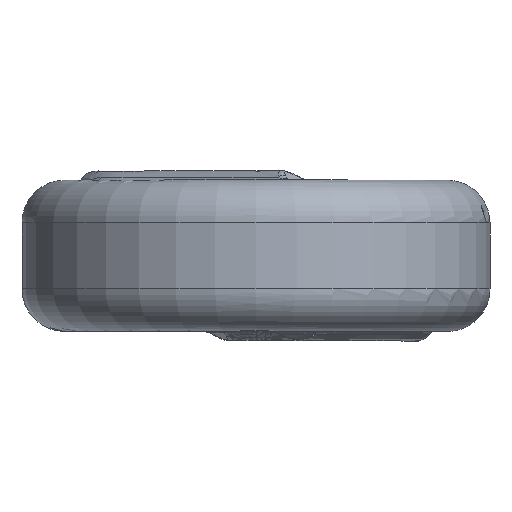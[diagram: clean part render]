
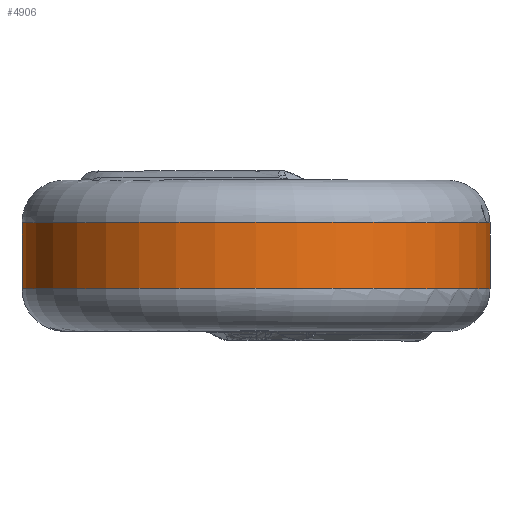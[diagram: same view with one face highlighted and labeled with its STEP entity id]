
A CAD part, top view. The second image highlights one B-rep face of the part: STEP entity #4906.
In plain terms, the highlighted cylindrical face has radius 5.5 mm (diameter 11 mm), a full revolution.
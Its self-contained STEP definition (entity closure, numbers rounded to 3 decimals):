
#35=CYLINDRICAL_SURFACE('',#5057,5.5);
#64=CIRCLE('',#5058,5.5);
#65=CIRCLE('',#5059,5.5);
#1415=ORIENTED_EDGE('',*,*,#2145,.T.);
#1416=ORIENTED_EDGE('',*,*,#2146,.T.);
#2145=EDGE_CURVE('',#2525,#2525,#64,.F.);
#2146=EDGE_CURVE('',#2526,#2526,#65,.T.);
#2525=VERTEX_POINT('',#10535);
#2526=VERTEX_POINT('',#10537);
#3026=EDGE_LOOP('',(#1415));
#3027=EDGE_LOOP('',(#1416));
#3248=FACE_BOUND('',#3026,.T.);
#3249=FACE_BOUND('',#3027,.T.);
#4906=ADVANCED_FACE('',(#3248,#3249),#35,.T.);
#5057=AXIS2_PLACEMENT_3D('',#10533,#5517,#5518);
#5058=AXIS2_PLACEMENT_3D('',#10534,#5519,#5520);
#5059=AXIS2_PLACEMENT_3D('',#10536,#5521,#5522);
#5517=DIRECTION('',(0.,1.,0.));
#5518=DIRECTION('',(0.,0.,1.));
#5519=DIRECTION('',(0.,1.,0.));
#5520=DIRECTION('',(0.,0.,1.));
#5521=DIRECTION('',(0.,1.,0.));
#5522=DIRECTION('',(0.,0.,1.));
#10533=CARTESIAN_POINT('',(0.,-1.775,0.));
#10534=CARTESIAN_POINT('',(0.,0.775,0.));
#10535=CARTESIAN_POINT('',(0.,0.775,5.5));
#10536=CARTESIAN_POINT('',(0.,-0.775,0.));
#10537=CARTESIAN_POINT('',(0.,-0.775,5.5));
